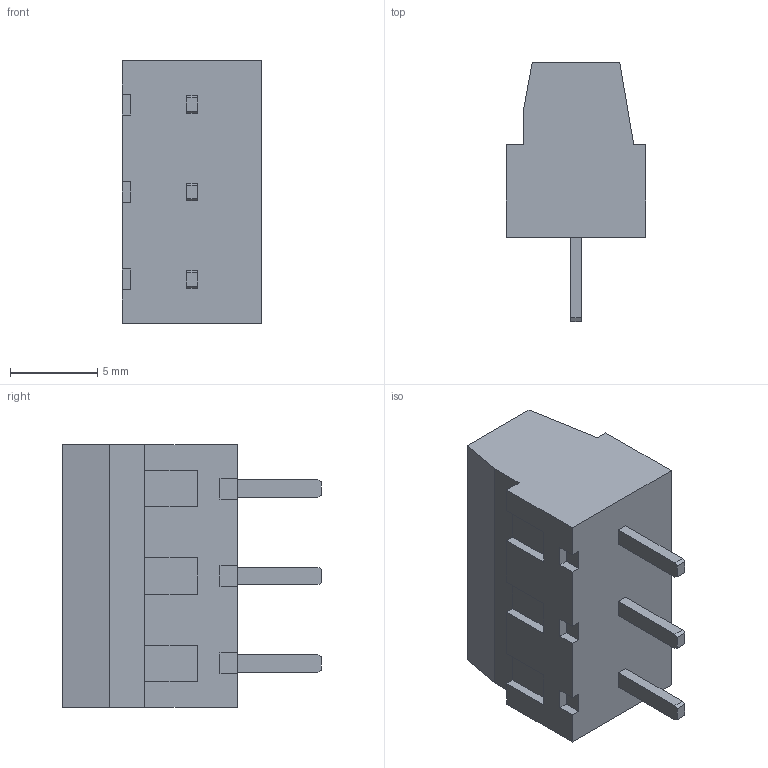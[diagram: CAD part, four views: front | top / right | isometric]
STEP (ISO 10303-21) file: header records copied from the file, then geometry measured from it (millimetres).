
FILE_DESCRIPTION (( 'STEP AP214' ), '1' );
FILE_NAME ('C902F883-5DDE-4D58-923A-5F30327134BB.STEP', '2007-06-12T06:55:46', ( 'sysAdmin' ), ( 'SolidWorks' ), 'SwSTEP 2.0', 'SolidWorks 2007', '' );
FILE_SCHEMA (( 'AUTOMOTIVE_DESIGN' ));
Length unit declared in the file: millimetre
Products named in the file (1): C902F883-5DDE-4D58-923A-5F30327134BB
Bounding box: 8 x 14.8 x 15 mm (x, y, z)
Volume: 951.6 mm3; surface area: 844.3 mm2
Topology: 1 solids, 1 shells, 211 faces, 534 edges, 348 vertices
Faces by surface type: plane 173, bspline 32, cylinder 6
Entity records: 8915 total; most frequent: CARTESIAN_POINT 3438, ORIENTED_EDGE 1068, DIRECTION 854, EDGE_CURVE 534, VECTOR 446, LINE 446, VERTEX_POINT 348, EDGE_LOOP 234
